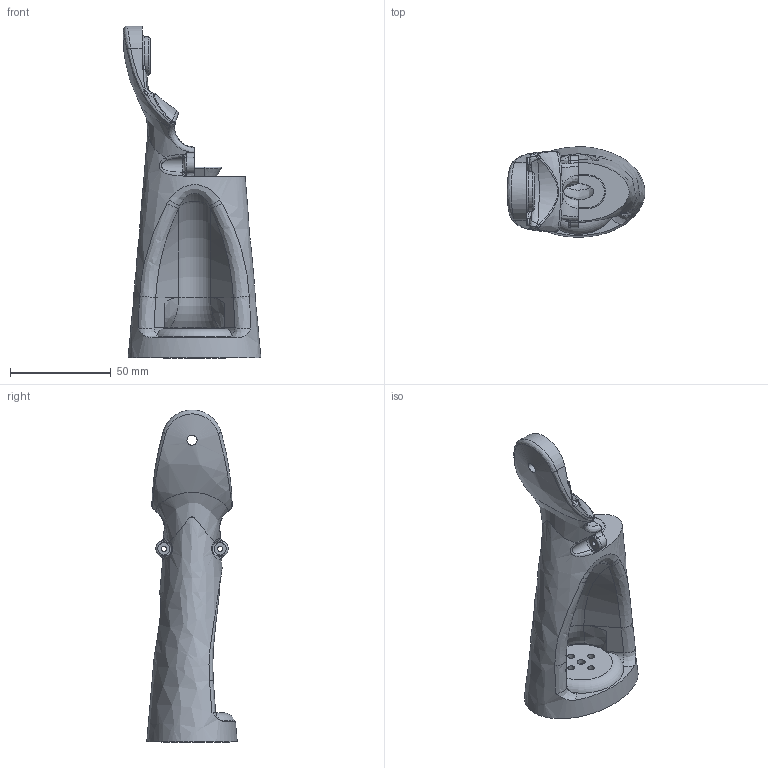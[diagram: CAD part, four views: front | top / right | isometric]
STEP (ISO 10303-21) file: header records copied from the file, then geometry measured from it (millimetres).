
FILE_DESCRIPTION(/* description */ (''),/* implementation_level */ '2;1');
FILE_NAME(/* name */ 'Robot - J4 (ARM) v4.step',/* time_stamp */ '2023-10-17T09:54:11+02:00',/* author */ (''),/* organization */ (''),/* preprocessor_version */ 'ST-DEVELOPER v20',/* originating_system */ 'Autodesk Translation Framework v12.14.0.127',/* authorisation */ '');
FILE_SCHEMA (('AUTOMOTIVE_DESIGN { 1 0 10303 214 3 1 1 }'));
Length unit declared in the file: millimetre
Products named in the file (1): Robot - J4 (ARM)
Bounding box: 68.47 x 44.99 x 165 mm (x, y, z)
Volume: 109682.2 mm3; surface area: 29049 mm2
Topology: 1 solids, 1 shells, 156 faces, 401 edges, 243 vertices
Faces by surface type: bspline 81, cylinder 32, plane 25, torus 11, cone 5, sphere 2
Full cylindrical faces by diameter (mm): 1 x2, 2.5 x2, 3.4 x4, 4 x1, 5 x1, 19.5 x1, 30.5 x1
Entity records: 11186 total; most frequent: CARTESIAN_POINT 7816, ORIENTED_EDGE 790, DIRECTION 543, EDGE_CURVE 395, VERTEX_POINT 243, AXIS2_PLACEMENT_3D 234, EDGE_LOOP 178, B_SPLINE_CURVE_WITH_KNOTS 161
